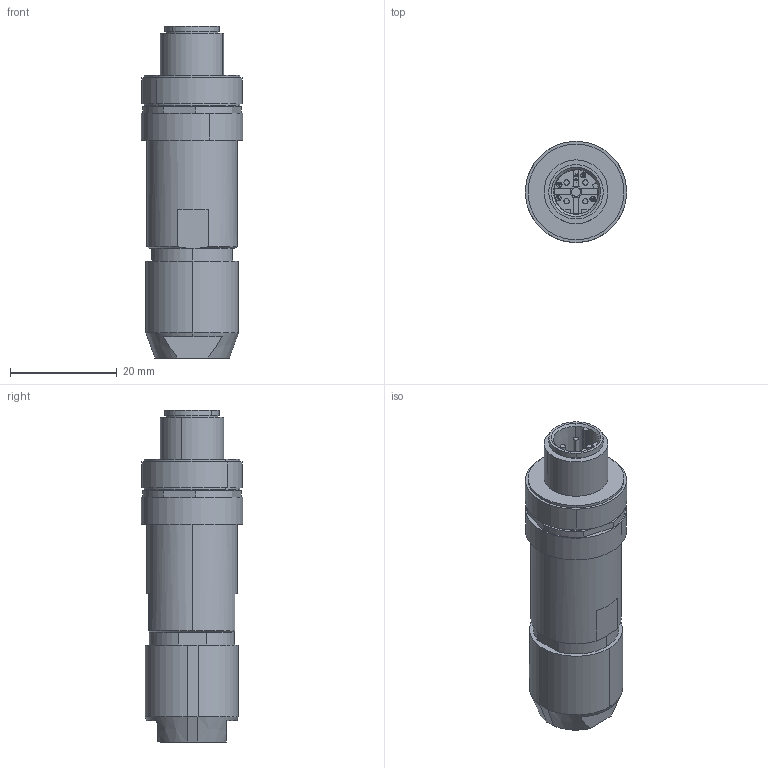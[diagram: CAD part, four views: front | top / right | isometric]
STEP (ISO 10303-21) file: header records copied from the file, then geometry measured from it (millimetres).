
FILE_DESCRIPTION(('HOOPS Exchange Step'),'2;1');
FILE_NAME('export-85EA8DD5-B0B3-48D9-B7C4-0F88C08E2234.stp','2024-11-15T14:38:42+01:00',('Engineering'),('Alibre'),'HOOPS Exchange 2024.3','Alibre','Unknown authorisation');
FILE_SCHEMA( ('AP242_MANAGED_MODEL_BASED_3D_ENGINEERING_MIM_LF {1 0 10303 442 1 1 4 }') );
Length unit declared in the file: millimetre
Products named in the file (3): 7089-1 M12 4-pole Straight Male Shielded Network Connector (1424682); 7089-2 M12 4-pole Straight Male Shielded Network Connector (1424682); 7089 M12 4-pole Straight Male Shielded Network Connector (1424682)
Assembly tree (2 placements, depth 2):
  7089 M12 4-pole Straight Male Shielded Network Connector (1424682)
    7089-1 M12 4-pole Straight Male Shielded Network Connector (1424682)
    7089-2 M12 4-pole Straight Male Shielded Network Connector (1424682)
Bounding box: 19 x 19 x 62.32 mm (x, y, z)
Volume: 10189.3 mm3; surface area: 7942.4 mm2
Topology: 2 solids, 2 shells, 556 faces, 1525 edges, 1012 vertices
Faces by surface type: plane 269, cylinder 211, cone 55, bspline 13, torus 8
Entity records: 19984 total; most frequent: CARTESIAN_POINT 4928, ORIENTED_EDGE 3050, DIRECTION 2836, EDGE_CURVE 1525, AXIS2_PLACEMENT_3D 1012, VERTEX_POINT 1012, VECTOR 812, LINE 812
